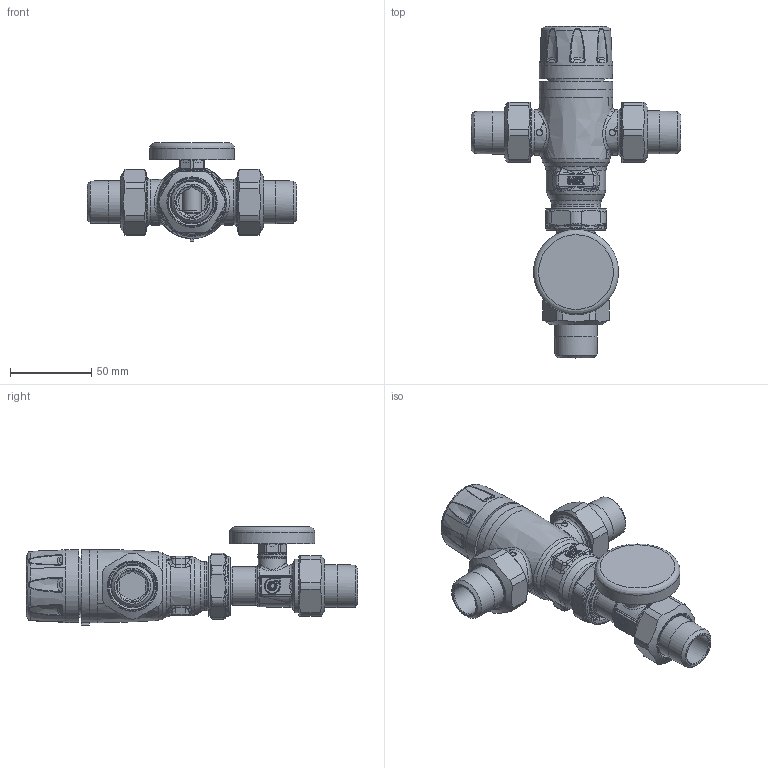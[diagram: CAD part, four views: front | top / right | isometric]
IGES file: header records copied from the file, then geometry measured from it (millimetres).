
Global section: file name: 521510A; native system: Autodesk Inventor 2024; preprocessor: unknown; author: ischreiner; date: 20250612.155832; units: inch
Bounding box: 129 x 204.35 x 60.36 mm (x, y, z)
Volume: 294241.7 mm3; surface area: 83213.8 mm2
Topology: 13 solids, 13 shells, 1870 faces, 4406 edges, 2450 vertices
Faces by surface type: bspline 1870
